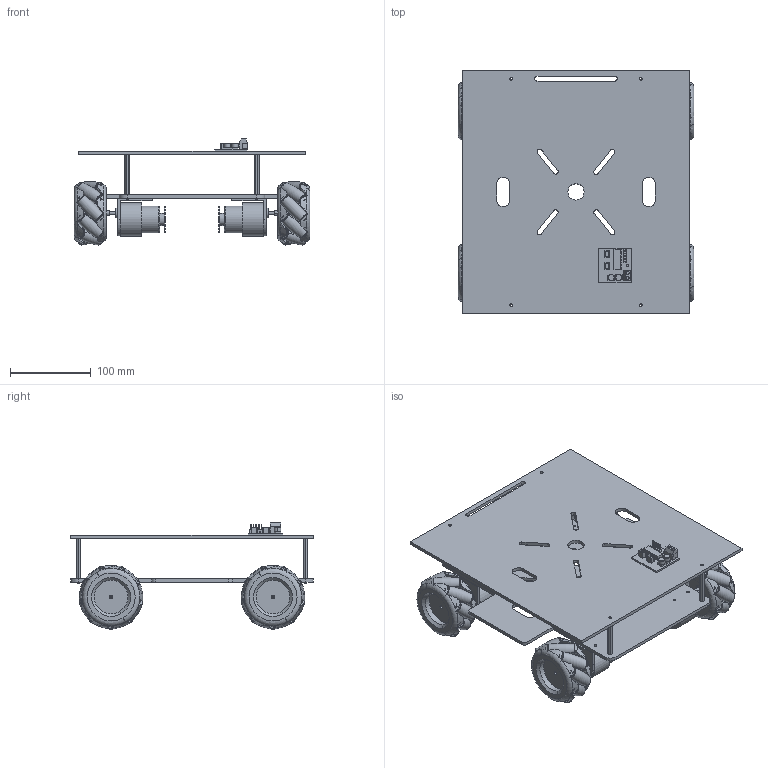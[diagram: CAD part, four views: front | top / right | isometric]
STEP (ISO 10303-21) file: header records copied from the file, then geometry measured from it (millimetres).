
FILE_DESCRIPTION (( 'STEP AP203' ), '1' );
FILE_NAME ('×°ÅäÌå1.STEP', '2023-07-15T13:01:46', ( '' ), ( '' ), 'SwSTEP 2.0', 'SolidWorks 2021', '' );
FILE_SCHEMA (( 'CONFIG_CONTROL_DESIGN' ));
Length unit declared in the file: millimetre
Products named in the file (11): 萇儂; 幕赽; 闔謫; 闔謫蚾饜; 萇儂嘐隅殤; 蚾饜极1; 薊粣ん; L298N; 階啣; 肣翐; 階啣赽
Assembly tree (33 placements, depth 3):
  蚾饜极1
    階啣赽
    萇儂嘐隅殤  x4
    萇儂  x4
    薊粣ん  x4
    闔謫蚾饜  x4
      闔謫
      幕赽
    肣翐  x4
    階啣
    L298N
Bounding box: 291.37 x 300 x 131.11 mm (x, y, z)
Volume: 1305665.3 mm3; surface area: 554146.2 mm2
Topology: 59 solids, 59 shells, 2038 faces, 4835 edges, 3152 vertices
Faces by surface type: plane 840, cylinder 706, torus 388, sphere 88, cone 16
Entity records: 23248 total; most frequent: CARTESIAN_POINT 4703, DIRECTION 3549, ORIENTED_EDGE 3422, EDGE_CURVE 1711, AXIS2_PLACEMENT_3D 1300, VERTEX_POINT 1128, VECTOR 949, LINE 949
